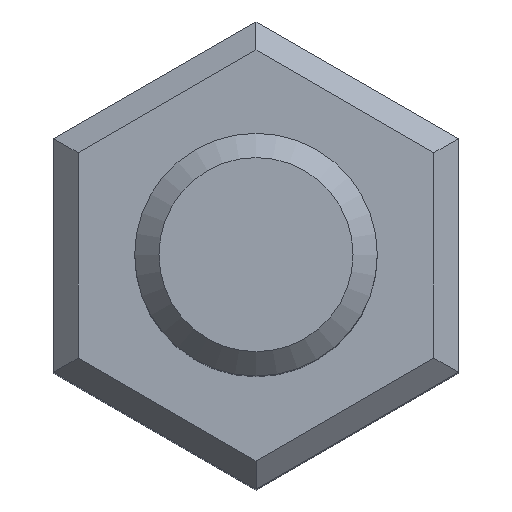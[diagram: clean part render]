
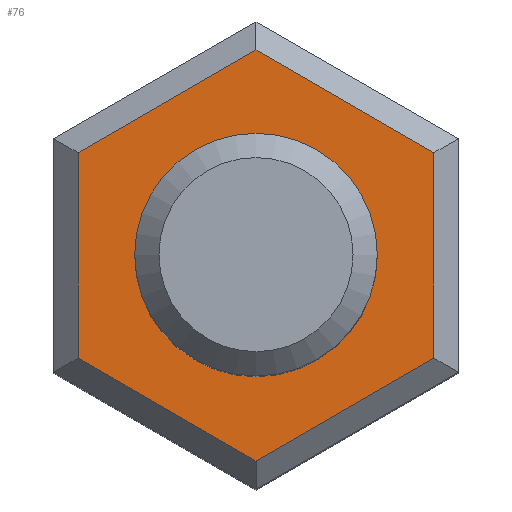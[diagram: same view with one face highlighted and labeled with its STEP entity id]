
A CAD part, top view. The second image highlights one B-rep face of the part: STEP entity #76.
In plain terms, the highlighted planar face has unit normal (0, 0, 1).
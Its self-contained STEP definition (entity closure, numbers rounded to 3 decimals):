
#76=ADVANCED_FACE('',(#310,#312),#314,.T.);
#310=FACE_BOUND('',#311,.T.);
#311=EDGE_LOOP('',(#497,#498,#499,#500,#501,#502));
#312=FACE_BOUND('',#313,.T.);
#313=EDGE_LOOP('',(#503));
#314=PLANE('',#315);
#315=AXIS2_PLACEMENT_3D('',#316,#317,#318);
#316=CARTESIAN_POINT('',(0.,0.,8.));
#317=DIRECTION('',(0.,0.,1.));
#318=DIRECTION('',(1.,0.,0.));
#497=ORIENTED_EDGE('',*,*,#593,.T.);
#498=ORIENTED_EDGE('',*,*,#594,.T.);
#499=ORIENTED_EDGE('',*,*,#595,.T.);
#500=ORIENTED_EDGE('',*,*,#596,.T.);
#501=ORIENTED_EDGE('',*,*,#597,.T.);
#502=ORIENTED_EDGE('',*,*,#598,.T.);
#503=ORIENTED_EDGE('',*,*,#599,.F.);
#593=EDGE_CURVE('',#643,#644,#645,.T.);
#594=EDGE_CURVE('',#644,#646,#647,.T.);
#595=EDGE_CURVE('',#646,#648,#649,.T.);
#596=EDGE_CURVE('',#648,#650,#651,.T.);
#597=EDGE_CURVE('',#650,#652,#653,.T.);
#598=EDGE_CURVE('',#652,#643,#654,.T.);
#599=EDGE_CURVE('',#655,#655,#656,.T.);
#643=VERTEX_POINT('',#727);
#644=VERTEX_POINT('',#728);
#645=LINE('',#729,#730);
#646=VERTEX_POINT('',#732);
#647=LINE('',#733,#734);
#648=VERTEX_POINT('',#736);
#649=LINE('',#737,#738);
#650=VERTEX_POINT('',#740);
#651=LINE('',#741,#742);
#652=VERTEX_POINT('',#744);
#653=LINE('',#745,#746);
#654=LINE('',#748,#749);
#655=VERTEX_POINT('',#751);
#656=CIRCLE('',#752,1.5);
#727=CARTESIAN_POINT('',(2.2,1.27,8.));
#728=CARTESIAN_POINT('',(0.,2.54,8.));
#729=CARTESIAN_POINT('',(2.2,1.27,8.));
#730=VECTOR('',#731,1.);
#731=DIRECTION('',(-0.866,0.5,0.));
#732=CARTESIAN_POINT('',(-2.2,1.27,8.));
#733=CARTESIAN_POINT('',(0.,2.54,8.));
#734=VECTOR('',#735,1.);
#735=DIRECTION('',(-0.866,-0.5,0.));
#736=CARTESIAN_POINT('',(-2.2,-1.27,8.));
#737=CARTESIAN_POINT('',(-2.2,1.27,8.));
#738=VECTOR('',#739,1.);
#739=DIRECTION('',(0.,-1.,0.));
#740=CARTESIAN_POINT('',(0.,-2.54,8.));
#741=CARTESIAN_POINT('',(-2.2,-1.27,8.));
#742=VECTOR('',#743,1.);
#743=DIRECTION('',(0.866,-0.5,0.));
#744=CARTESIAN_POINT('',(2.2,-1.27,8.));
#745=CARTESIAN_POINT('',(0.,-2.54,8.));
#746=VECTOR('',#747,1.);
#747=DIRECTION('',(0.866,0.5,0.));
#748=CARTESIAN_POINT('',(2.2,-1.27,8.));
#749=VECTOR('',#750,1.);
#750=DIRECTION('',(0.,1.,0.));
#751=CARTESIAN_POINT('',(1.5,0.,8.));
#752=AXIS2_PLACEMENT_3D('',#753,#754,#755);
#753=CARTESIAN_POINT('',(0.,0.,8.));
#754=DIRECTION('',(0.,0.,1.));
#755=DIRECTION('',(1.,0.,0.));
